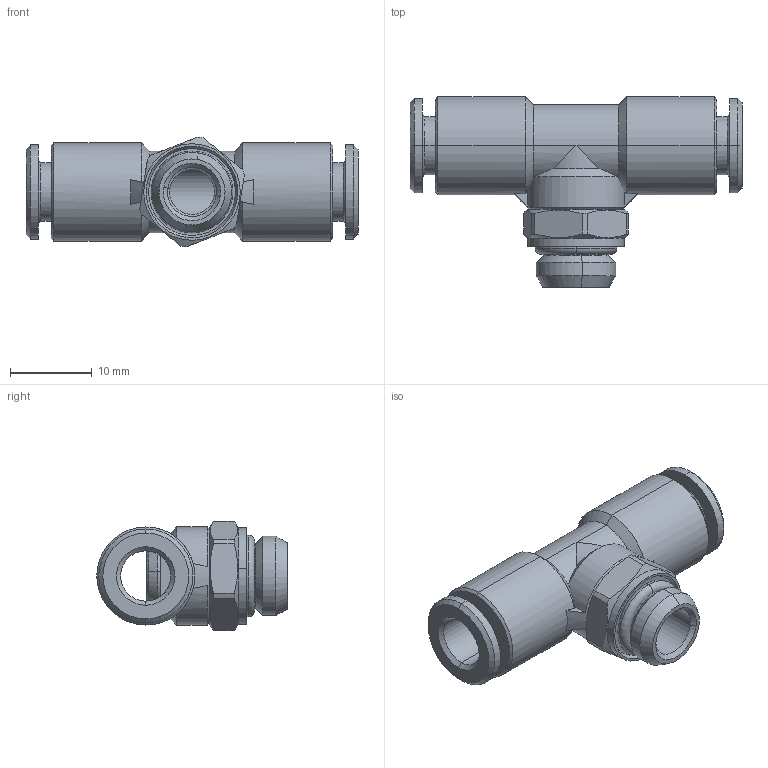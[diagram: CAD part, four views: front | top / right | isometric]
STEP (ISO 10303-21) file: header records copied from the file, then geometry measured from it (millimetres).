
FILE_DESCRIPTION (( 'STEP AP203' ), '1' );
FILE_NAME ('B0120031.STEP', '2011-03-30T16:20:00', ( '' ), ( 'sopra-pneumatic' ), 'SwSTEP 2.0', 'SolidWorks 2009', '' );
FILE_SCHEMA (( 'CONFIG_CONTROL_DESIGN' ));
Length unit declared in the file: millimetre
Products named in the file (1): B0120031
Bounding box: 40.6 x 23.3 x 13.42 mm (x, y, z)
Volume: 3627.4 mm3; surface area: 3625.6 mm2
Topology: 2 solids, 2 shells, 135 faces, 315 edges, 190 vertices
Faces by surface type: cone 47, cylinder 46, plane 38, torus 4
Entity records: 4039 total; most frequent: CARTESIAN_POINT 870, DIRECTION 677, ORIENTED_EDGE 630, EDGE_CURVE 315, AXIS2_PLACEMENT_3D 273, VERTEX_POINT 190, EDGE_LOOP 147, CIRCLE 137
